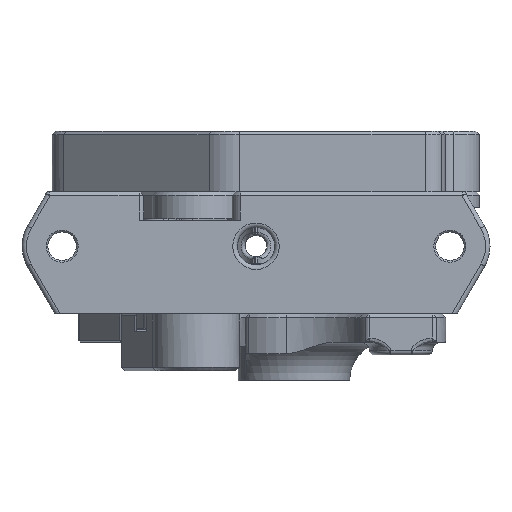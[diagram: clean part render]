
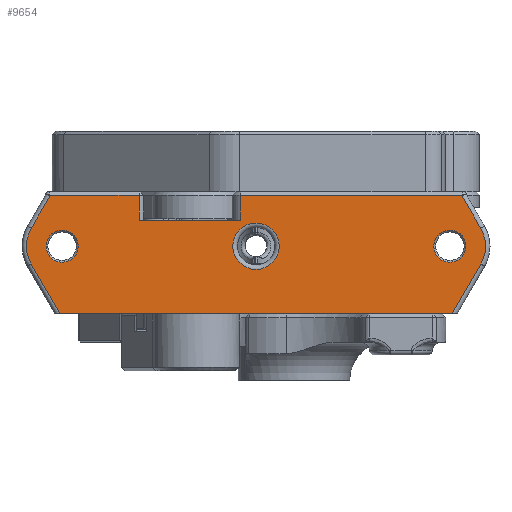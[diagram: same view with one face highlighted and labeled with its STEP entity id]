
A CAD part, front view. The second image highlights one B-rep face of the part: STEP entity #9654.
In plain terms, the highlighted planar face has unit normal (0, -1, 0).
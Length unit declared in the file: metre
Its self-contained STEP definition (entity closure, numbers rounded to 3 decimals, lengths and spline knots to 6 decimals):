
#282=LINE('',#14921,#883);
#324=LINE('',#15399,#925);
#325=LINE('',#15403,#926);
#326=LINE('',#15405,#927);
#327=LINE('',#15407,#928);
#328=LINE('',#15409,#929);
#329=LINE('',#15411,#930);
#330=LINE('',#15413,#931);
#331=LINE('',#15415,#932);
#332=LINE('',#15419,#933);
#883=VECTOR('',#11645,1.);
#925=VECTOR('',#11887,1.);
#926=VECTOR('',#11890,1.);
#927=VECTOR('',#11891,1.);
#928=VECTOR('',#11892,1.);
#929=VECTOR('',#11893,1.);
#930=VECTOR('',#11894,1.);
#931=VECTOR('',#11895,1.);
#932=VECTOR('',#11896,1.);
#933=VECTOR('',#11899,1.);
#1472=PLANE('',#10425);
#2092=ORIENTED_EDGE('',*,*,#5060,.T.);
#2093=ORIENTED_EDGE('',*,*,#5061,.T.);
#2094=ORIENTED_EDGE('',*,*,#5062,.T.);
#2095=ORIENTED_EDGE('',*,*,#4918,.F.);
#2096=ORIENTED_EDGE('',*,*,#5063,.T.);
#2097=ORIENTED_EDGE('',*,*,#5064,.T.);
#2098=ORIENTED_EDGE('',*,*,#5065,.T.);
#2099=ORIENTED_EDGE('',*,*,#5066,.T.);
#2100=ORIENTED_EDGE('',*,*,#5067,.F.);
#2101=ORIENTED_EDGE('',*,*,#5068,.F.);
#2102=ORIENTED_EDGE('',*,*,#5069,.T.);
#2103=ORIENTED_EDGE('',*,*,#5070,.T.);
#2104=ORIENTED_EDGE('',*,*,#5071,.T.);
#2105=ORIENTED_EDGE('',*,*,#5072,.T.);
#2106=ORIENTED_EDGE('',*,*,#5073,.T.);
#4918=EDGE_CURVE('',#6408,#6409,#282,.T.);
#5060=EDGE_CURVE('',#6533,#6533,#7374,.T.);
#5061=EDGE_CURVE('',#6534,#6534,#7375,.T.);
#5062=EDGE_CURVE('',#6535,#6535,#7376,.T.);
#5063=EDGE_CURVE('',#6408,#6536,#324,.T.);
#5064=EDGE_CURVE('',#6536,#6537,#7377,.F.);
#5065=EDGE_CURVE('',#6537,#6538,#325,.T.);
#5066=EDGE_CURVE('',#6538,#6539,#326,.T.);
#5067=EDGE_CURVE('',#6540,#6539,#327,.F.);
#5068=EDGE_CURVE('',#6541,#6540,#328,.T.);
#5069=EDGE_CURVE('',#6541,#6542,#329,.F.);
#5070=EDGE_CURVE('',#6542,#6543,#330,.T.);
#5071=EDGE_CURVE('',#6543,#6544,#331,.T.);
#5072=EDGE_CURVE('',#6544,#6545,#7378,.F.);
#5073=EDGE_CURVE('',#6545,#6409,#332,.F.);
#6408=VERTEX_POINT('',#14920);
#6409=VERTEX_POINT('',#14922);
#6533=VERTEX_POINT('',#15394);
#6534=VERTEX_POINT('',#15396);
#6535=VERTEX_POINT('',#15398);
#6536=VERTEX_POINT('',#15400);
#6537=VERTEX_POINT('',#15402);
#6538=VERTEX_POINT('',#15404);
#6539=VERTEX_POINT('',#15406);
#6540=VERTEX_POINT('',#15408);
#6541=VERTEX_POINT('',#15410);
#6542=VERTEX_POINT('',#15412);
#6543=VERTEX_POINT('',#15414);
#6544=VERTEX_POINT('',#15416);
#6545=VERTEX_POINT('',#15418);
#7374=CIRCLE('',#10426,0.0018);
#7375=CIRCLE('',#10427,0.0018);
#7376=CIRCLE('',#10428,0.0026);
#7377=CIRCLE('',#10429,0.004);
#7378=CIRCLE('',#10430,0.004);
#7986=EDGE_LOOP('',(#2092));
#7987=EDGE_LOOP('',(#2093));
#7988=EDGE_LOOP('',(#2094));
#7989=EDGE_LOOP('',(#2095,#2096,#2097,#2098,#2099,#2100,#2101,#2102,#2103,
#2104,#2105,#2106));
#8712=FACE_BOUND('',#7986,.T.);
#8713=FACE_BOUND('',#7987,.T.);
#8714=FACE_BOUND('',#7988,.T.);
#8715=FACE_BOUND('',#7989,.T.);
#9654=ADVANCED_FACE('',(#8712,#8713,#8714,#8715),#1472,.F.);
#10425=AXIS2_PLACEMENT_3D('',#15392,#11879,#11880);
#10426=AXIS2_PLACEMENT_3D('',#15393,#11881,#11882);
#10427=AXIS2_PLACEMENT_3D('',#15395,#11883,#11884);
#10428=AXIS2_PLACEMENT_3D('',#15397,#11885,#11886);
#10429=AXIS2_PLACEMENT_3D('',#15401,#11888,#11889);
#10430=AXIS2_PLACEMENT_3D('',#15417,#11897,#11898);
#11645=DIRECTION('',(-1.,0.,0.));
#11879=DIRECTION('',(0.,1.,0.));
#11880=DIRECTION('',(0.,0.,1.));
#11881=DIRECTION('',(0.,1.,0.));
#11882=DIRECTION('',(-1.,0.,0.));
#11883=DIRECTION('',(0.,1.,0.));
#11884=DIRECTION('',(-1.,0.,0.));
#11885=DIRECTION('',(0.,1.,0.));
#11886=DIRECTION('',(-1.,0.,0.));
#11887=DIRECTION('',(0.5,0.,0.866));
#11888=DIRECTION('',(0.,1.,0.));
#11889=DIRECTION('',(-1.,0.,0.));
#11890=DIRECTION('',(-0.5,0.,0.866));
#11891=DIRECTION('',(-1.,0.,0.));
#11892=DIRECTION('',(0.,0.,-1.));
#11893=DIRECTION('',(1.,0.,0.));
#11894=DIRECTION('',(0.,0.,-1.));
#11895=DIRECTION('',(-1.,0.,0.));
#11896=DIRECTION('',(-0.5,0.,-0.866));
#11897=DIRECTION('',(0.,1.,0.));
#11898=DIRECTION('',(-1.,0.,0.));
#11899=DIRECTION('',(-0.5,0.,0.866));
#14920=CARTESIAN_POINT('',(0.021396,-0.027991,-0.0165));
#14921=CARTESIAN_POINT('',(-0.000585,-0.027991,-0.0165));
#14922=CARTESIAN_POINT('',(-0.022566,-0.027991,-0.0165));
#15392=CARTESIAN_POINT('',(-0.000585,-0.027991,-0.0089));
#15393=CARTESIAN_POINT('',(-0.022335,-0.027991,-0.0089));
#15394=CARTESIAN_POINT('',(-0.024135,-0.027991,-0.0089));
#15395=CARTESIAN_POINT('',(0.021165,-0.027991,-0.0089));
#15396=CARTESIAN_POINT('',(0.019365,-0.027991,-0.0089));
#15397=CARTESIAN_POINT('',(-0.000585,-0.027991,-0.0089));
#15398=CARTESIAN_POINT('',(-0.003185,-0.027991,-0.0089));
#15399=CARTESIAN_POINT('',(0.024629,-0.027991,-0.0109));
#15400=CARTESIAN_POINT('',(0.024629,-0.027991,-0.0109));
#15401=CARTESIAN_POINT('',(0.021165,-0.027991,-0.0089));
#15402=CARTESIAN_POINT('',(0.024629,-0.027991,-0.0069));
#15403=CARTESIAN_POINT('',(0.022637,-0.027991,-0.00345));
#15404=CARTESIAN_POINT('',(0.022493,-0.027991,-0.0032));
#15405=CARTESIAN_POINT('',(-0.002373,-0.027991,-0.0032));
#15406=CARTESIAN_POINT('',(-0.002373,-0.027991,-0.0032));
#15407=CARTESIAN_POINT('',(-0.002373,-0.027991,-0.0024));
#15408=CARTESIAN_POINT('',(-0.002373,-0.027991,-0.006));
#15409=CARTESIAN_POINT('',(-0.000585,-0.027991,-0.006));
#15410=CARTESIAN_POINT('',(-0.013685,-0.027991,-0.006));
#15411=CARTESIAN_POINT('',(-0.013685,-0.027991,-0.0089));
#15412=CARTESIAN_POINT('',(-0.013685,-0.027991,-0.0032));
#15413=CARTESIAN_POINT('',(-0.024009,-0.027991,-0.0032));
#15414=CARTESIAN_POINT('',(-0.023663,-0.027991,-0.0032));
#15415=CARTESIAN_POINT('',(-0.025799,-0.027991,-0.0069));
#15416=CARTESIAN_POINT('',(-0.025799,-0.027991,-0.0069));
#15417=CARTESIAN_POINT('',(-0.022335,-0.027991,-0.0089));
#15418=CARTESIAN_POINT('',(-0.025799,-0.027991,-0.0109));
#15419=CARTESIAN_POINT('',(-0.020362,-0.027991,-0.020318));
